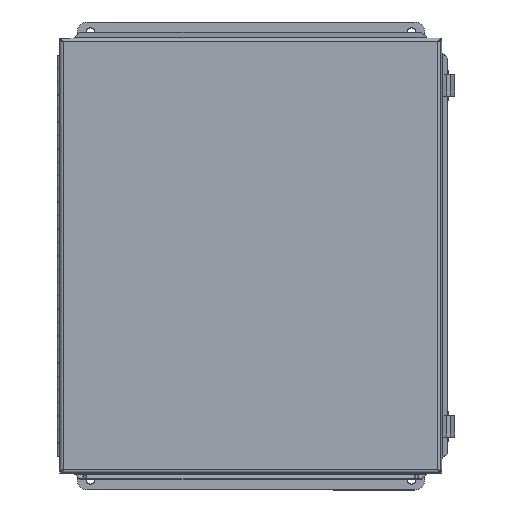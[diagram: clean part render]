
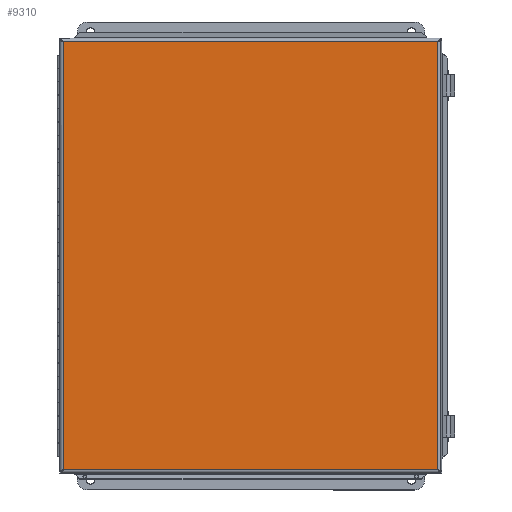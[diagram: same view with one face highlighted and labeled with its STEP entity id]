
A CAD part, top view. The second image highlights one B-rep face of the part: STEP entity #9310.
In plain terms, the highlighted planar face has unit normal (0, 0, 1).
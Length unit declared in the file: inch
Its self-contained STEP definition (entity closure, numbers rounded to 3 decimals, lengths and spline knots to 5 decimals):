
#906=PLANE('',#10229);
#1569=LINE('',#15322,#2494);
#1609=LINE('',#15590,#2534);
#1712=LINE('',#15990,#2637);
#1713=LINE('',#15992,#2638);
#2494=VECTOR('',#11949,0.3937);
#2534=VECTOR('',#12013,0.3937);
#2637=VECTOR('',#12284,0.3937);
#2638=VECTOR('',#12287,0.3937);
#3348=FACE_OUTER_BOUND('',#3917,.T.);
#3917=EDGE_LOOP('',(#8371,#8372,#8373,#8374));
#4783=VERTEX_POINT('',#15043);
#4814=VERTEX_POINT('',#15191);
#4842=VERTEX_POINT('',#15321);
#4862=VERTEX_POINT('',#15503);
#5927=EDGE_CURVE('',#4842,#4814,#1569,.T.);
#5978=EDGE_CURVE('',#4783,#4862,#1609,.T.);
#6111=EDGE_CURVE('',#4814,#4783,#1712,.T.);
#6112=EDGE_CURVE('',#4862,#4842,#1713,.T.);
#8371=ORIENTED_EDGE('',*,*,#6111,.T.);
#8372=ORIENTED_EDGE('',*,*,#5978,.T.);
#8373=ORIENTED_EDGE('',*,*,#6112,.T.);
#8374=ORIENTED_EDGE('',*,*,#5927,.T.);
#9310=ADVANCED_FACE('',(#3348),#906,.T.);
#10229=AXIS2_PLACEMENT_3D('',#15993,#12288,#12289);
#11949=DIRECTION('',(0.,-1.,0.));
#12013=DIRECTION('',(0.,1.,0.));
#12284=DIRECTION('',(1.,0.,0.));
#12287=DIRECTION('',(-1.,0.,0.));
#12288=DIRECTION('center_axis',(0.,0.,1.));
#12289=DIRECTION('ref_axis',(1.,0.,0.));
#15043=CARTESIAN_POINT('',(7.0035,-8.0035,0.059));
#15191=CARTESIAN_POINT('',(-7.0035,-8.0035,0.059));
#15321=CARTESIAN_POINT('',(-7.0035,8.0035,0.059));
#15322=CARTESIAN_POINT('',(-7.0035,4.00175,0.059));
#15503=CARTESIAN_POINT('',(7.0035,8.0035,0.059));
#15590=CARTESIAN_POINT('',(7.0035,-4.00175,0.059));
#15990=CARTESIAN_POINT('',(-3.50175,-8.0035,0.059));
#15992=CARTESIAN_POINT('',(3.50175,8.0035,0.059));
#15993=CARTESIAN_POINT('Origin',(0.,0.,0.059));
